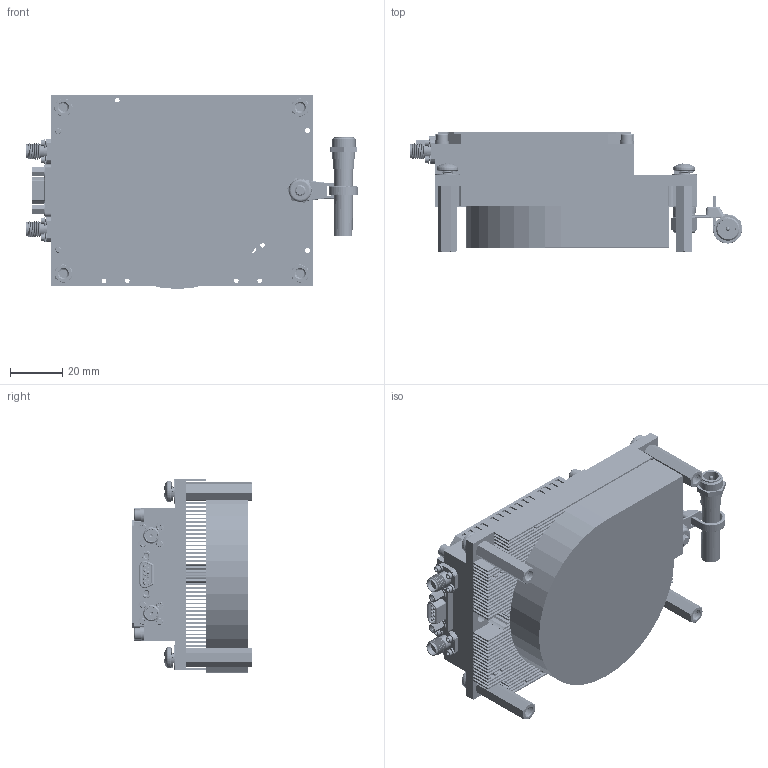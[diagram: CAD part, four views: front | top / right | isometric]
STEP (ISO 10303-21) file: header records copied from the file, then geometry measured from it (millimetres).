
FILE_DESCRIPTION (( 'STEP AP214' ), '1' );
FILE_NAME ('PE15A5082.STEP', '2020-05-26T16:52:23', ( '' ), ( '' ), 'SwSTEP 2.0', 'SolidWorks 2019', '' );
FILE_SCHEMA (( 'AUTOMOTIVE_DESIGN' ));
Length unit declared in the file: inch
Products named in the file (39): SCREW STACK UP 8-32 x 1.00 long; 92146A530_92146A530; 91831A009_91831A009; MDM JACK POST_91075A512; B6036-1300; SCREW STACK UP 4-40 x .625 long; A6012-0110; PLC1.5I-S8-C - zipped; 94639A343_94639A343; 96640A023_96640A023; DELTA COAX CABLE 430 LONG; 91115A198_91115A198; 91771A081_91771A081; 5710-120-16_92141A001; heatshrink .280dia x 1.00 long; PE15A5082; 90945A711_MIL SPEC. 300 SERIES SS FLAT WASHER_90945A711; 92141A009_92141A009; A6036-1200; 91772A199_91772A199; MDM JACK POST LOCK_98449A500; 92146A545_92146A545; 92196A112_92196A112; A6036-1900; nupower fan; 92196A054_92196A054; 163-4015-EX; 92146A510_92146A510; A6012-0100; A6036-1800; B6036-1000 - step file; MDM-9P
Assembly tree (95 placements, depth 4):
  PE15A5082
    A6012-0100
      A6012-0110
      91115A198_91115A198  x4
      nupower fan
      94639A343_94639A343
      91831A009_91831A009
      PLC1.5I-S8-C - zipped
      163-4015-EX
      SCREW STACK UP 8-32 x 1.00 long
        91772A199_91772A199
        92141A009_92141A009
        92146A545_92146A545
      SCREW STACK UP 8-32 x 1.00 long
        91772A199_91772A199
        92141A009_92141A009
        92146A545_92146A545
      SCREW STACK UP 8-32 x 1.00 long
        91772A199_91772A199
        92141A009_92141A009
        92146A545_92146A545
      SCREW STACK UP 8-32 x 1.00 long
        91772A199_91772A199
        92141A009_92141A009
        92146A545_92146A545
      SCREW STACK UP 8-32 x 1.00 long
        91772A199_91772A199
        92141A009_92141A009
        92146A545_92146A545
      heatshrink .280dia x 1.00 long
    B6036-1000 - step file
      B6036-1300
      A6036-1200
      MDM-9P
      DELTA COAX CABLE 430 LONG  x2
      96640A023_96640A023  x4
      MDM JACK POST LOCK_98449A500  x2
      MDM JACK POST_91075A512  x2
      91771A081_91771A081  x7
      A6036-1800
      A6036-1900
      5710-120-16_92141A001  x8
      92146A510_92146A510  x8
      92196A054_92196A054  x8
    SCREW STACK UP 4-40 x .625 long
      92196A112_92196A112
      92146A530_92146A530
      90945A711_MIL SPEC. 300 SERIES SS FLAT WASHER_90945A711
    SCREW STACK UP 4-40 x .625 long
      92196A112_92196A112
      92146A530_92146A530
      90945A711_MIL SPEC. 300 SERIES SS FLAT WASHER_90945A711
    SCREW STACK UP 4-40 x .625 long
      92196A112_92196A112
      92146A530_92146A530
      90945A711_MIL SPEC. 300 SERIES SS FLAT WASHER_90945A711
    SCREW STACK UP 4-40 x .625 long
      92196A112_92196A112
      92146A530_92146A530
      90945A711_MIL SPEC. 300 SERIES SS FLAT WASHER_90945A711
Bounding box: 126.81 x 46 x 74.17 mm (x, y, z)
Volume: 95307 mm3; surface area: 160507.3 mm2
Topology: 85 solids, 85 shells, 6267 faces, 17332 edges, 11335 vertices
Faces by surface type: cylinder 3290, plane 1803, cone 698, bspline 402, torus 64, sphere 10
Entity records: 140646 total; most frequent: CARTESIAN_POINT 57369, ORIENTED_EDGE 16444, DIRECTION 13398, EDGE_CURVE 8222, VERTEX_POINT 5387, VECTOR 4736, LINE 4736, AXIS2_PLACEMENT_3D 4331
